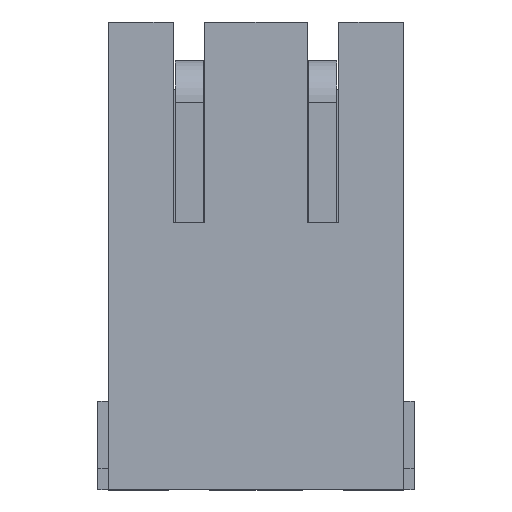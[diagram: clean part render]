
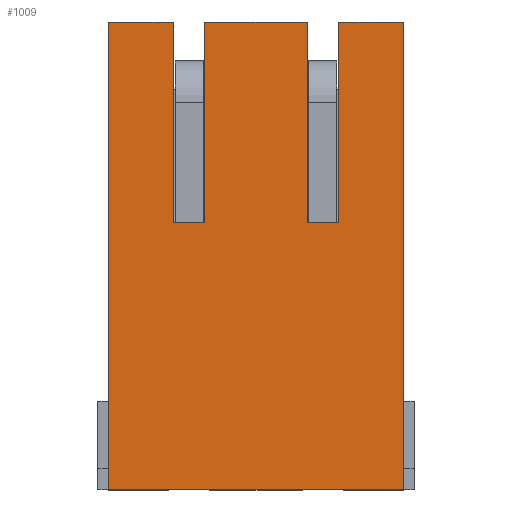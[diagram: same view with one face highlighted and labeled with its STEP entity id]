
A CAD part, top view. The second image highlights one B-rep face of the part: STEP entity #1009.
In plain terms, the highlighted planar face has unit normal (0, 0, 1).
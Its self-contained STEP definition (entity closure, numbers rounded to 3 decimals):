
#918=AXIS2_PLACEMENT_3D('Plane Axis2P3D',#915,#916,#917) ;
#119=CARTESIAN_POINT('Vertex',(8.71,0.,18.4)) ;
#122=CARTESIAN_POINT('Line Origine',(4.505,0.,18.4)) ;
#126=CARTESIAN_POINT('Vertex',(0.3,0.,18.4)) ;
#915=CARTESIAN_POINT('Axis2P3D Location',(0.3,13.3,18.4)) ;
#920=CARTESIAN_POINT('Line Origine',(4.505,13.3,18.4)) ;
#924=CARTESIAN_POINT('Vertex',(3.05,13.3,18.4)) ;
#926=CARTESIAN_POINT('Vertex',(5.96,13.3,18.4)) ;
#929=CARTESIAN_POINT('Line Origine',(3.05,10.45,18.4)) ;
#933=CARTESIAN_POINT('Vertex',(3.05,7.6,18.4)) ;
#936=CARTESIAN_POINT('Line Origine',(2.6,7.6,18.4)) ;
#940=CARTESIAN_POINT('Vertex',(2.15,7.6,18.4)) ;
#943=CARTESIAN_POINT('Line Origine',(2.15,10.45,18.4)) ;
#947=CARTESIAN_POINT('Vertex',(2.15,13.3,18.4)) ;
#950=CARTESIAN_POINT('Line Origine',(1.225,13.3,18.4)) ;
#954=CARTESIAN_POINT('Vertex',(0.3,13.3,18.4)) ;
#957=CARTESIAN_POINT('Line Origine',(0.3,6.65,18.4)) ;
#962=CARTESIAN_POINT('Line Origine',(8.71,6.65,18.4)) ;
#966=CARTESIAN_POINT('Vertex',(8.71,13.3,18.4)) ;
#969=CARTESIAN_POINT('Line Origine',(7.785,13.3,18.4)) ;
#973=CARTESIAN_POINT('Vertex',(6.86,13.3,18.4)) ;
#976=CARTESIAN_POINT('Line Origine',(6.86,10.45,18.4)) ;
#980=CARTESIAN_POINT('Vertex',(6.86,7.6,18.4)) ;
#983=CARTESIAN_POINT('Line Origine',(6.41,7.6,18.4)) ;
#987=CARTESIAN_POINT('Vertex',(5.96,7.6,18.4)) ;
#990=CARTESIAN_POINT('Line Origine',(5.96,10.45,18.4)) ;
#123=DIRECTION('Vector Direction',(1.,0.,0.)) ;
#916=DIRECTION('Axis2P3D Direction',(-0.,0.,1.)) ;
#917=DIRECTION('Axis2P3D XDirection',(0.,-1.,0.)) ;
#921=DIRECTION('Vector Direction',(1.,0.,0.)) ;
#930=DIRECTION('Vector Direction',(0.,-1.,0.)) ;
#937=DIRECTION('Vector Direction',(-1.,0.,0.)) ;
#944=DIRECTION('Vector Direction',(0.,-1.,0.)) ;
#951=DIRECTION('Vector Direction',(1.,0.,0.)) ;
#958=DIRECTION('Vector Direction',(0.,-1.,0.)) ;
#963=DIRECTION('Vector Direction',(0.,-1.,0.)) ;
#970=DIRECTION('Vector Direction',(1.,0.,0.)) ;
#977=DIRECTION('Vector Direction',(0.,-1.,0.)) ;
#984=DIRECTION('Vector Direction',(-1.,0.,0.)) ;
#991=DIRECTION('Vector Direction',(0.,-1.,0.)) ;
#124=VECTOR('Line Direction',#123,1.) ;
#922=VECTOR('Line Direction',#921,1.) ;
#931=VECTOR('Line Direction',#930,1.) ;
#938=VECTOR('Line Direction',#937,1.) ;
#945=VECTOR('Line Direction',#944,1.) ;
#952=VECTOR('Line Direction',#951,1.) ;
#959=VECTOR('Line Direction',#958,1.) ;
#964=VECTOR('Line Direction',#963,1.) ;
#971=VECTOR('Line Direction',#970,1.) ;
#978=VECTOR('Line Direction',#977,1.) ;
#985=VECTOR('Line Direction',#984,1.) ;
#992=VECTOR('Line Direction',#991,1.) ;
#996=ORIENTED_EDGE('',*,*,#928,.F.) ;
#997=ORIENTED_EDGE('',*,*,#935,.T.) ;
#998=ORIENTED_EDGE('',*,*,#942,.T.) ;
#999=ORIENTED_EDGE('',*,*,#949,.T.) ;
#1000=ORIENTED_EDGE('',*,*,#956,.F.) ;
#1001=ORIENTED_EDGE('',*,*,#961,.F.) ;
#1002=ORIENTED_EDGE('',*,*,#128,.T.) ;
#1003=ORIENTED_EDGE('',*,*,#968,.T.) ;
#1004=ORIENTED_EDGE('',*,*,#975,.F.) ;
#1005=ORIENTED_EDGE('',*,*,#982,.T.) ;
#1006=ORIENTED_EDGE('',*,*,#989,.T.) ;
#1007=ORIENTED_EDGE('',*,*,#994,.T.) ;
#1009=ADVANCED_FACE('HOUSING',(#1008),#919,.T.) ;
#128=EDGE_CURVE('',#127,#120,#125,.T.) ;
#928=EDGE_CURVE('',#925,#927,#923,.T.) ;
#935=EDGE_CURVE('',#925,#934,#932,.T.) ;
#942=EDGE_CURVE('',#934,#941,#939,.T.) ;
#949=EDGE_CURVE('',#941,#948,#946,.F.) ;
#956=EDGE_CURVE('',#955,#948,#953,.T.) ;
#961=EDGE_CURVE('',#127,#955,#960,.F.) ;
#968=EDGE_CURVE('',#120,#967,#965,.F.) ;
#975=EDGE_CURVE('',#974,#967,#972,.T.) ;
#982=EDGE_CURVE('',#974,#981,#979,.T.) ;
#989=EDGE_CURVE('',#981,#988,#986,.T.) ;
#994=EDGE_CURVE('',#988,#927,#993,.F.) ;
#995=EDGE_LOOP('',(#996,#997,#998,#999,#1000,#1001,#1002,#1003,#1004,#1005,#1006,#1007)) ;
#1008=FACE_OUTER_BOUND('',#995,.T.) ;
#125=LINE('Line',#122,#124) ;
#923=LINE('Line',#920,#922) ;
#932=LINE('Line',#929,#931) ;
#939=LINE('Line',#936,#938) ;
#946=LINE('Line',#943,#945) ;
#953=LINE('Line',#950,#952) ;
#960=LINE('Line',#957,#959) ;
#965=LINE('Line',#962,#964) ;
#972=LINE('Line',#969,#971) ;
#979=LINE('Line',#976,#978) ;
#986=LINE('Line',#983,#985) ;
#993=LINE('Line',#990,#992) ;
#919=PLANE('',#918) ;
#120=VERTEX_POINT('',#119) ;
#127=VERTEX_POINT('',#126) ;
#925=VERTEX_POINT('',#924) ;
#927=VERTEX_POINT('',#926) ;
#934=VERTEX_POINT('',#933) ;
#941=VERTEX_POINT('',#940) ;
#948=VERTEX_POINT('',#947) ;
#955=VERTEX_POINT('',#954) ;
#967=VERTEX_POINT('',#966) ;
#974=VERTEX_POINT('',#973) ;
#981=VERTEX_POINT('',#980) ;
#988=VERTEX_POINT('',#987) ;
